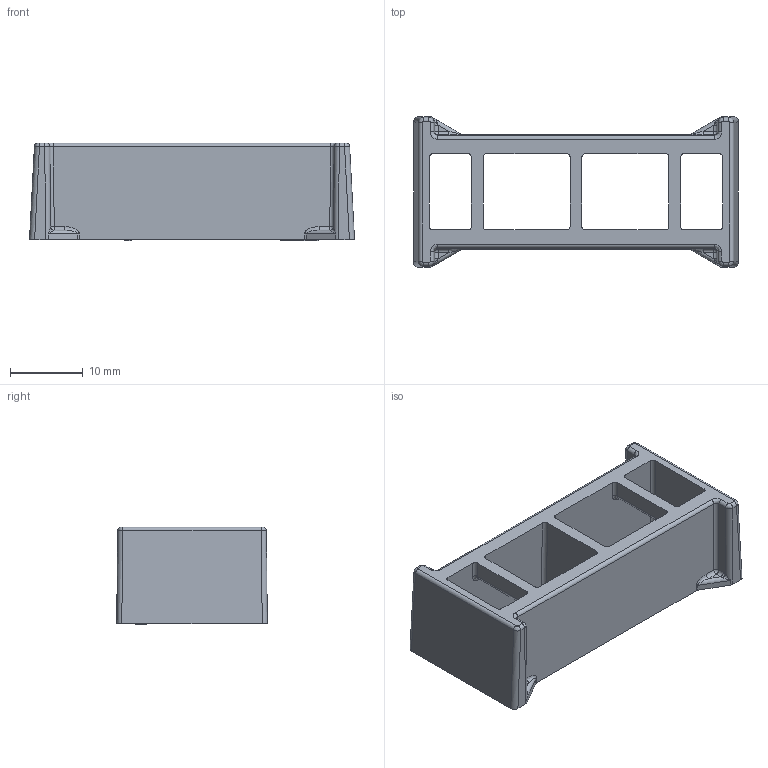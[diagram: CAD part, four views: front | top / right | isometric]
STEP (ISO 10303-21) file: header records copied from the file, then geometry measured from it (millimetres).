
FILE_DESCRIPTION(/* description */ (''),/* implementation_level */ '2;1');
FILE_NAME(/* name */ '22150_ELEMENTO UNION GOLD EMP_PH.stp',/* time_stamp */ '2022-08-26T13:56:50+02:00',/* author */ (''),/* organization */ (''),/* preprocessor_version */ 'ST-DEVELOPER v16.7',/* originating_system */ 'SIEMENS PLM Software NX 12.0',/* authorisation */ '');
FILE_SCHEMA (('AP203_CONFIGURATION_CONTROLLED_3D_DESIGN_OF_MECHANICAL_PARTS_AND_ASSEMBLIES_MIM_LF { 1 0 10303 403 2 1 2}'));
Length unit declared in the file: millimetre
Products named in the file (1): EP_ENLACE_TIPO1_ED02
Bounding box: 44.76 x 20.73 x 13.45 mm (x, y, z)
Volume: 3827.1 mm3; surface area: 4109.3 mm2
Topology: 1 solids, 1 shells, 211 faces, 534 edges, 328 vertices
Faces by surface type: plane 75, cylinder 72, bspline 40, extrusion 20, sphere 4
Entity records: 7506 total; most frequent: CARTESIAN_POINT 2626, ORIENTED_EDGE 1060, DIRECTION 906, EDGE_CURVE 530, AXIS2_PLACEMENT_3D 332, VERTEX_POINT 328, VECTOR 242, EDGE_LOOP 226
